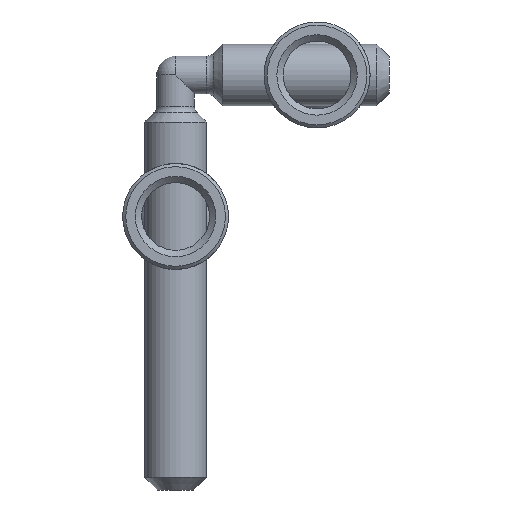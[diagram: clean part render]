
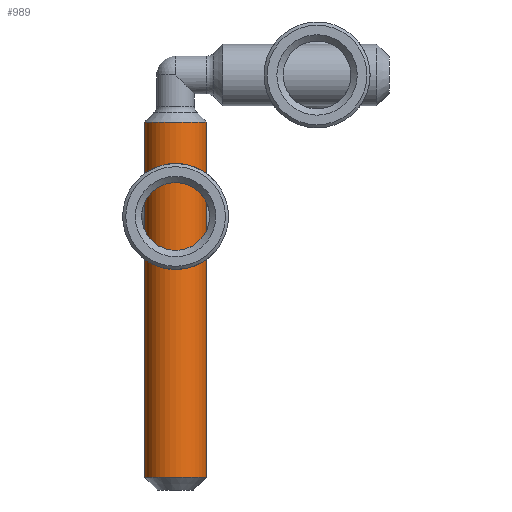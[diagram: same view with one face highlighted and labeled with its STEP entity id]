
A CAD part, front view. The second image highlights one B-rep face of the part: STEP entity #989.
In plain terms, the highlighted cylindrical face has radius 4.9 mm (diameter 9.8 mm), a full revolution.
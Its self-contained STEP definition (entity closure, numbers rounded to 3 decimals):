
#989=ADVANCED_FACE('',(#1094,#1095),#1096,.T.);
#1094=FACE_OUTER_BOUND('',#1217,.T.);
#1095=FACE_OUTER_BOUND('',#1218,.T.);
#1096=CYLINDRICAL_SURFACE('',#1219,4.9);
#1217=EDGE_LOOP('',(#1496));
#1218=EDGE_LOOP('',(#1497));
#1219=AXIS2_PLACEMENT_3D('',#1498,#1499,#1500);
#1496=ORIENTED_EDGE('',*,*,#1623,.T.);
#1497=ORIENTED_EDGE('',*,*,#1621,.F.);
#1498=CARTESIAN_POINT('',(0.0,0.0,0.0));
#1499=DIRECTION('',(0.0,0.0,-1.0));
#1500=DIRECTION('',(-1.0,0.0,0.0));
#1621=EDGE_CURVE('',#1755,#1755,#1756,.T.);
#1623=EDGE_CURVE('',#1759,#1759,#1760,.T.);
#1755=VERTEX_POINT('',#2278);
#1756=CIRCLE('',#2279,4.9);
#1759=VERTEX_POINT('',#2282);
#1760=CIRCLE('',#2283,4.9);
#2278=CARTESIAN_POINT('',(-4.9,0.0,-64.0));
#2279=AXIS2_PLACEMENT_3D('',#2407,#2408,#2409);
#2282=CARTESIAN_POINT('',(-4.9,0.0,-7.5));
#2283=AXIS2_PLACEMENT_3D('',#2413,#2414,#2415);
#2407=CARTESIAN_POINT('',(0.0,0.0,-64.0));
#2408=DIRECTION('',(0.0,0.0,-1.0));
#2409=DIRECTION('',(-1.0,0.0,0.0));
#2413=CARTESIAN_POINT('',(0.0,0.0,-7.5));
#2414=DIRECTION('',(0.0,0.0,-1.0));
#2415=DIRECTION('',(-1.0,0.0,0.0));
